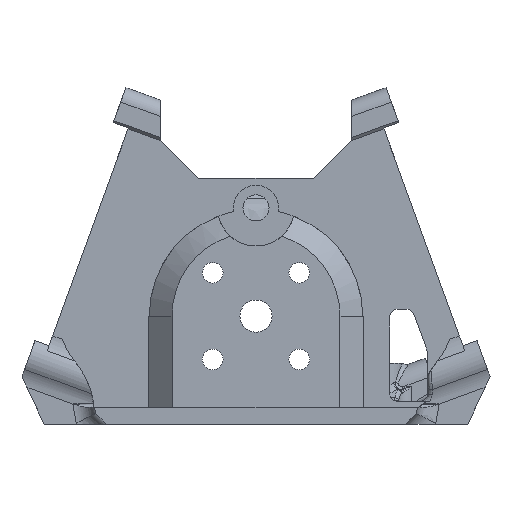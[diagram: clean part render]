
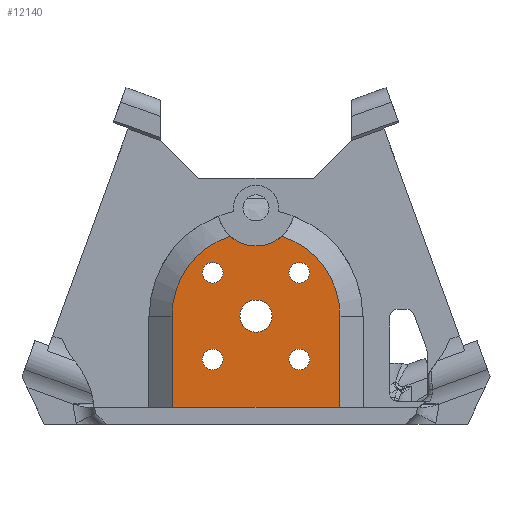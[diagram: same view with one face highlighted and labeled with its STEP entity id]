
A CAD part, front view. The second image highlights one B-rep face of the part: STEP entity #12140.
In plain terms, the highlighted planar face has unit normal (0, -1, 0).
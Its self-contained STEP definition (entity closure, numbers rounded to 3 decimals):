
#102=FACE_BOUND('',#3071,.T.);
#103=FACE_BOUND('',#3072,.T.);
#104=FACE_BOUND('',#3073,.T.);
#105=FACE_BOUND('',#3074,.T.);
#106=FACE_BOUND('',#3075,.T.);
#1425=CIRCLE('',#13224,1.35);
#1426=CIRCLE('',#13226,1.35);
#1427=CIRCLE('',#13228,1.35);
#1428=CIRCLE('',#13230,1.35);
#1429=CIRCLE('',#13232,2.1);
#1430=CIRCLE('',#13234,5.);
#1431=CIRCLE('',#13235,10.979);
#1432=CIRCLE('',#13236,10.979);
#2330=FACE_OUTER_BOUND('',#3070,.T.);
#3070=EDGE_LOOP('',(#10934,#10935,#10936,#10937,#10938,#10939));
#3071=EDGE_LOOP('',(#10940));
#3072=EDGE_LOOP('',(#10941));
#3073=EDGE_LOOP('',(#10942));
#3074=EDGE_LOOP('',(#10943));
#3075=EDGE_LOOP('',(#10944));
#3719=LINE('',#39147,#4351);
#3720=LINE('',#39149,#4352);
#3721=LINE('',#39151,#4353);
#4351=VECTOR('',#15922,1000.);
#4352=VECTOR('',#15923,1000.);
#4353=VECTOR('',#15924,1000.);
#5644=VERTEX_POINT('',#39121);
#5645=VERTEX_POINT('',#39125);
#5646=VERTEX_POINT('',#39129);
#5647=VERTEX_POINT('',#39133);
#5648=VERTEX_POINT('',#39137);
#5649=VERTEX_POINT('',#39141);
#5650=VERTEX_POINT('',#39142);
#5651=VERTEX_POINT('',#39144);
#5652=VERTEX_POINT('',#39146);
#5653=VERTEX_POINT('',#39148);
#5654=VERTEX_POINT('',#39150);
#7445=EDGE_CURVE('',#5644,#5644,#1425,.T.);
#7447=EDGE_CURVE('',#5645,#5645,#1426,.T.);
#7449=EDGE_CURVE('',#5646,#5646,#1427,.T.);
#7451=EDGE_CURVE('',#5647,#5647,#1428,.T.);
#7453=EDGE_CURVE('',#5648,#5648,#1429,.T.);
#7454=EDGE_CURVE('',#5649,#5650,#1430,.T.);
#7455=EDGE_CURVE('',#5649,#5651,#1431,.T.);
#7456=EDGE_CURVE('',#5651,#5652,#3719,.T.);
#7457=EDGE_CURVE('',#5653,#5652,#3720,.T.);
#7458=EDGE_CURVE('',#5654,#5653,#3721,.T.);
#7459=EDGE_CURVE('',#5654,#5650,#1432,.T.);
#10934=ORIENTED_EDGE('',*,*,#7454,.F.);
#10935=ORIENTED_EDGE('',*,*,#7455,.T.);
#10936=ORIENTED_EDGE('',*,*,#7456,.T.);
#10937=ORIENTED_EDGE('',*,*,#7457,.F.);
#10938=ORIENTED_EDGE('',*,*,#7458,.F.);
#10939=ORIENTED_EDGE('',*,*,#7459,.T.);
#10940=ORIENTED_EDGE('',*,*,#7447,.F.);
#10941=ORIENTED_EDGE('',*,*,#7445,.F.);
#10942=ORIENTED_EDGE('',*,*,#7453,.F.);
#10943=ORIENTED_EDGE('',*,*,#7451,.F.);
#10944=ORIENTED_EDGE('',*,*,#7449,.F.);
#11477=PLANE('',#13233);
#12140=ADVANCED_FACE('',(#2330,#102,#103,#104,#105,#106),#11477,.T.);
#13224=AXIS2_PLACEMENT_3D('',#39123,#15894,#15895);
#13226=AXIS2_PLACEMENT_3D('',#39127,#15899,#15900);
#13228=AXIS2_PLACEMENT_3D('',#39131,#15904,#15905);
#13230=AXIS2_PLACEMENT_3D('',#39135,#15909,#15910);
#13232=AXIS2_PLACEMENT_3D('',#39139,#15914,#15915);
#13233=AXIS2_PLACEMENT_3D('',#39140,#15916,#15917);
#13234=AXIS2_PLACEMENT_3D('',#39143,#15918,#15919);
#13235=AXIS2_PLACEMENT_3D('',#39145,#15920,#15921);
#13236=AXIS2_PLACEMENT_3D('',#39152,#15925,#15926);
#15894=DIRECTION('center_axis',(0.,-1.,0.));
#15895=DIRECTION('ref_axis',(-1.,0.,0.));
#15899=DIRECTION('center_axis',(0.,-1.,0.));
#15900=DIRECTION('ref_axis',(-1.,0.,0.));
#15904=DIRECTION('center_axis',(0.,-1.,0.));
#15905=DIRECTION('ref_axis',(-1.,0.,0.));
#15909=DIRECTION('center_axis',(0.,-1.,0.));
#15910=DIRECTION('ref_axis',(-1.,0.,0.));
#15914=DIRECTION('center_axis',(0.,-1.,0.));
#15915=DIRECTION('ref_axis',(-1.,0.,0.));
#15916=DIRECTION('center_axis',(0.,-1.,0.));
#15917=DIRECTION('ref_axis',(-1.,0.,0.));
#15918=DIRECTION('center_axis',(0.,-1.,0.));
#15919=DIRECTION('ref_axis',(-1.,0.,0.));
#15920=DIRECTION('center_axis',(0.,-1.,0.));
#15921=DIRECTION('ref_axis',(1.,0.,0.));
#15922=DIRECTION('',(0.,0.,-1.));
#15923=DIRECTION('',(-1.,0.,0.));
#15924=DIRECTION('',(0.,0.,-1.));
#15925=DIRECTION('center_axis',(0.,-1.,0.));
#15926=DIRECTION('ref_axis',(-1.,0.,0.));
#39121=CARTESIAN_POINT('',(-223.256,-141.75,119.807));
#39123=CARTESIAN_POINT('Origin',(-221.906,-141.75,119.807));
#39125=CARTESIAN_POINT('',(-223.256,-141.75,108.493));
#39127=CARTESIAN_POINT('Origin',(-221.906,-141.75,108.493));
#39129=CARTESIAN_POINT('',(-209.243,-141.75,119.807));
#39131=CARTESIAN_POINT('Origin',(-210.593,-141.75,119.807));
#39133=CARTESIAN_POINT('',(-209.243,-141.75,108.493));
#39135=CARTESIAN_POINT('Origin',(-210.593,-141.75,108.493));
#39137=CARTESIAN_POINT('',(-214.149,-141.75,114.15));
#39139=CARTESIAN_POINT('Origin',(-216.249,-141.75,114.15));
#39140=CARTESIAN_POINT('Origin',(-216.249,-141.75,114.15));
#39141=CARTESIAN_POINT('',(-219.614,-141.75,124.601));
#39142=CARTESIAN_POINT('',(-212.885,-141.75,124.601));
#39143=CARTESIAN_POINT('Origin',(-216.249,-141.75,128.3));
#39144=CARTESIAN_POINT('',(-227.229,-141.75,114.15));
#39145=CARTESIAN_POINT('Origin',(-216.249,-141.75,114.15));
#39146=CARTESIAN_POINT('',(-227.229,-141.75,102.25));
#39147=CARTESIAN_POINT('',(-227.229,-141.75,108.2));
#39148=CARTESIAN_POINT('',(-205.27,-141.75,102.25));
#39149=CARTESIAN_POINT('',(-216.249,-141.75,102.25));
#39150=CARTESIAN_POINT('',(-205.27,-141.75,114.15));
#39151=CARTESIAN_POINT('',(-205.27,-141.75,114.15));
#39152=CARTESIAN_POINT('Origin',(-216.249,-141.75,114.15));
